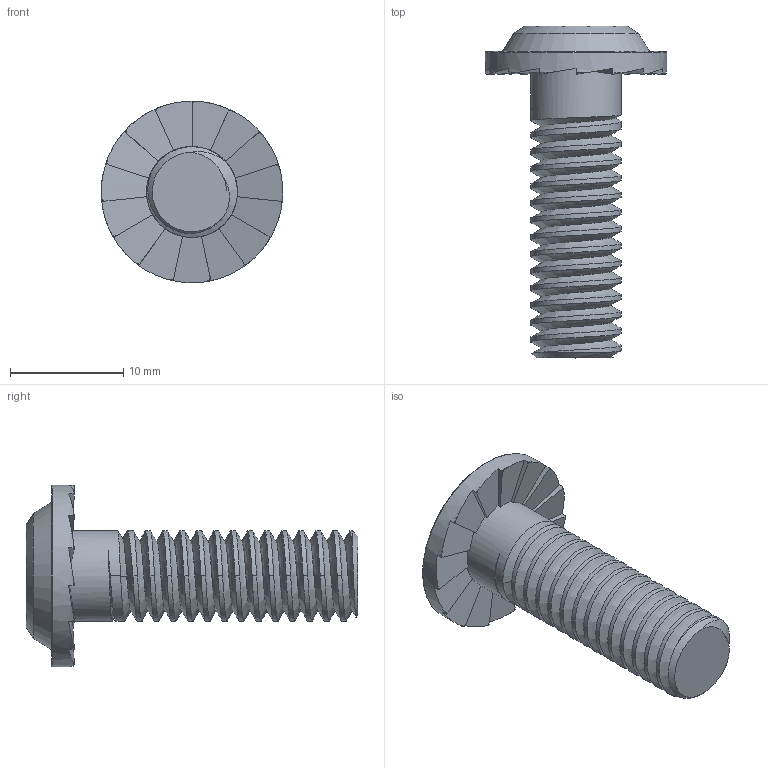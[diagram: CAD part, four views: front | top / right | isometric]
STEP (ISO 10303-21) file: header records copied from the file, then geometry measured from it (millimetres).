
FILE_DESCRIPTION((''),'2;1');
FILE_NAME('AR3448.stp','2018-05-25T14:14:09',('Konstruktor II'),(''),'Autodesk Inventor 2013','Autodesk Inventor 2013','');
FILE_SCHEMA(('AUTOMOTIVE_DESIGN { 1 0 10303 214 1 1 1 1 }'));
Length unit declared in the file: millimetre
Products named in the file (1): AR3448
Bounding box: 16 x 29.24 x 16 mm (x, y, z)
Volume: 1621.8 mm3; surface area: 1512.9 mm2
Topology: 1 solids, 1 shells, 100 faces, 278 edges, 182 vertices
Faces by surface type: plane 49, cylinder 22, torus 16, cone 9, bspline 4
Full cylindrical faces by diameter (mm): 8 x14, 16 x1
Entity records: 4525 total; most frequent: CARTESIAN_POINT 2328, DIRECTION 462, ORIENTED_EDGE 458, EDGE_CURVE 229, AXIS2_PLACEMENT_3D 183, VERTEX_POINT 152, VECTOR 96, LINE 96
